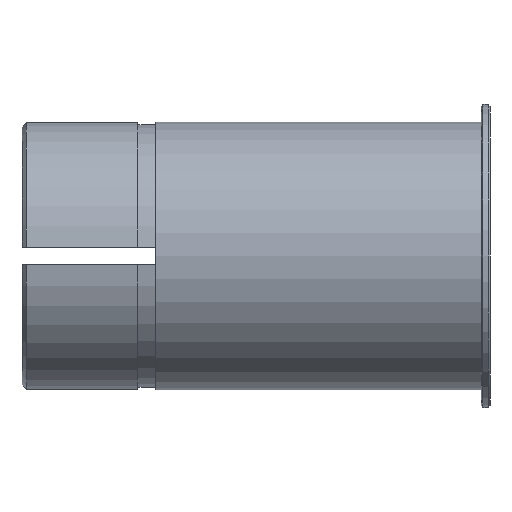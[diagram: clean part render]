
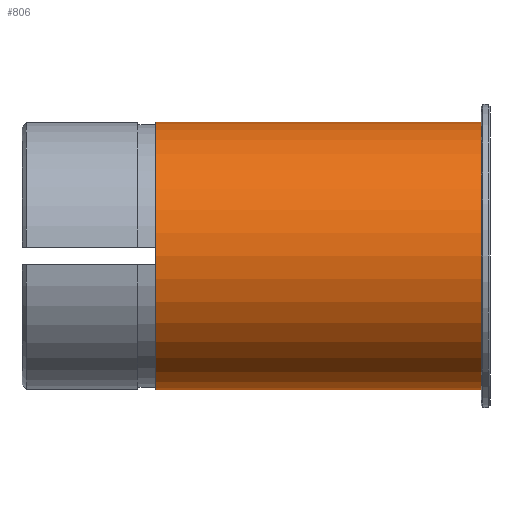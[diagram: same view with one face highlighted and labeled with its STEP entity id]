
A CAD part, left-side view. The second image highlights one B-rep face of the part: STEP entity #806.
In plain terms, the highlighted cylindrical face has radius 15 mm (diameter 30 mm), a partial arc.
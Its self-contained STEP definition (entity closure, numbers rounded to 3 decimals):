
#28 = DIRECTION ( 'NONE',  ( 0., 0., 1. ) ) ;
#39 = VERTEX_POINT ( 'NONE', #536 ) ;
#76 = EDGE_LOOP ( 'NONE', ( #842, #1388, #1300, #290 ) ) ;
#109 = DIRECTION ( 'NONE',  ( 0., 1., 0. ) ) ;
#240 = DIRECTION ( 'NONE',  ( 0., 0., 1. ) ) ;
#252 = CARTESIAN_POINT ( 'NONE',  ( 0., 1., 0. ) ) ;
#257 = EDGE_CURVE ( 'NONE', #705, #1373, #636, .T. ) ;
#290 = ORIENTED_EDGE ( 'NONE', *, *, #948, .F. ) ;
#291 = LINE ( 'NONE', #1507, #1230 ) ;
#333 = CIRCLE ( 'NONE', #1235, 15. ) ;
#335 = DIRECTION ( 'NONE',  ( 0., 1., 0. ) ) ;
#497 = DIRECTION ( 'NONE',  ( 0., 1., 0. ) ) ;
#536 = CARTESIAN_POINT ( 'NONE',  ( 0., 37.5, -15. ) ) ;
#580 = CARTESIAN_POINT ( 'NONE',  ( 0., 0., -15. ) ) ;
#587 = AXIS2_PLACEMENT_3D ( 'NONE', #650, #497, #28 ) ;
#602 = FACE_OUTER_BOUND ( 'NONE', #76, .T. ) ;
#636 = CIRCLE ( 'NONE', #647, 15. ) ;
#647 = AXIS2_PLACEMENT_3D ( 'NONE', #252, #990, #240 ) ;
#650 = CARTESIAN_POINT ( 'NONE',  ( 0., 0., 0. ) ) ;
#705 = VERTEX_POINT ( 'NONE', #1477 ) ;
#764 = VERTEX_POINT ( 'NONE', #1563 ) ;
#806 = ADVANCED_FACE ( 'NONE', ( #602 ), #1490, .T. ) ;
#811 = VECTOR ( 'NONE', #335, 1000. ) ;
#820 = DIRECTION ( 'NONE',  ( 0., 0., 1. ) ) ;
#842 = ORIENTED_EDGE ( 'NONE', *, *, #1257, .F. ) ;
#948 = EDGE_CURVE ( 'NONE', #39, #764, #333, .T. ) ;
#990 = DIRECTION ( 'NONE',  ( 0., 1., 0. ) ) ;
#1104 = EDGE_CURVE ( 'NONE', #1373, #764, #291, .T. ) ;
#1141 = CARTESIAN_POINT ( 'NONE',  ( 0., 1., 15. ) ) ;
#1176 = LINE ( 'NONE', #580, #811 ) ;
#1216 = DIRECTION ( 'NONE',  ( 0., 1., 0. ) ) ;
#1230 = VECTOR ( 'NONE', #109, 1000. ) ;
#1235 = AXIS2_PLACEMENT_3D ( 'NONE', #1351, #1216, #820 ) ;
#1257 = EDGE_CURVE ( 'NONE', #705, #39, #1176, .T. ) ;
#1300 = ORIENTED_EDGE ( 'NONE', *, *, #1104, .T. ) ;
#1351 = CARTESIAN_POINT ( 'NONE',  ( 0., 37.5, 0. ) ) ;
#1373 = VERTEX_POINT ( 'NONE', #1141 ) ;
#1388 = ORIENTED_EDGE ( 'NONE', *, *, #257, .T. ) ;
#1477 = CARTESIAN_POINT ( 'NONE',  ( 0., 1., -15. ) ) ;
#1490 = CYLINDRICAL_SURFACE ( 'NONE', #587, 15. ) ;
#1507 = CARTESIAN_POINT ( 'NONE',  ( 0., 0., 15. ) ) ;
#1563 = CARTESIAN_POINT ( 'NONE',  ( 0., 37.5, 15. ) ) ;
